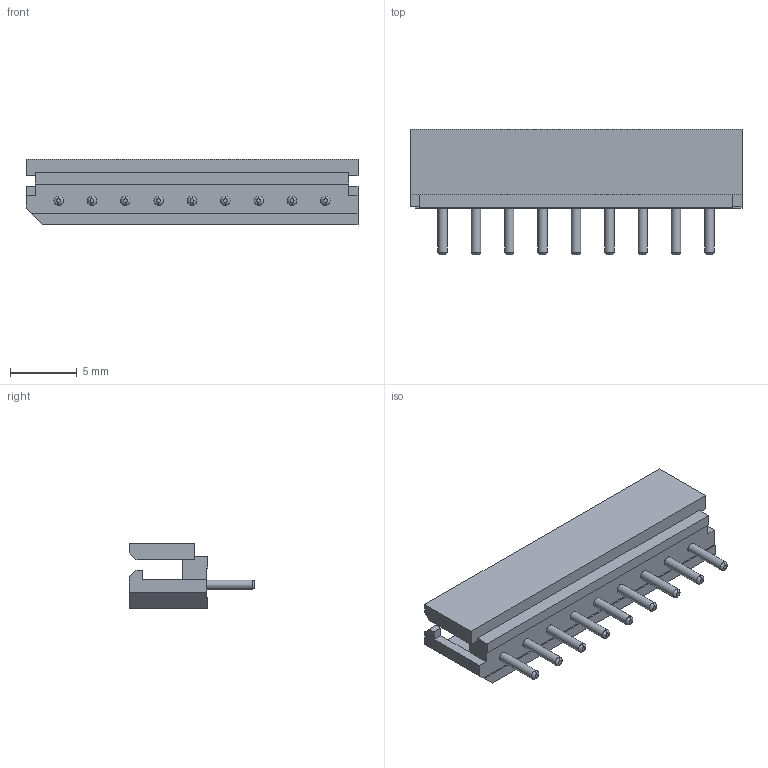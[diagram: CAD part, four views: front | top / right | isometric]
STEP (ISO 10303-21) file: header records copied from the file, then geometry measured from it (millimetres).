
FILE_DESCRIPTION( ( 'STEP AP214' ), '1' );
FILE_NAME( 'psolqas1226548029.stp', '2019-07-17T10:26:54', ( '' ), ( '' ), ' ', 'PARTsolutions', ' ' );
FILE_SCHEMA( ( 'AUTOMOTIVE_DESIGN { 1 0 10303 214 1 1 1 1 }' ) );
Length unit declared in the file: metre
Products named in the file (1): 1
Bounding box: 24.9 x 9.4 x 4.9 mm (x, y, z)
Volume: 376 mm3; surface area: 934.2 mm2
Topology: 1 solids, 1 shells, 147 faces, 341 edges, 214 vertices
Faces by surface type: plane 93, bspline 36, cylinder 18
Full cylindrical faces by diameter (mm): 0.7 x18
Entity records: 4914 total; most frequent: CARTESIAN_POINT 1657, DIRECTION 673, ORIENTED_EDGE 646, EDGE_CURVE 323, AXIS2_PLACEMENT_3D 238, VERTEX_POINT 214, LINE 197, VECTOR 197
